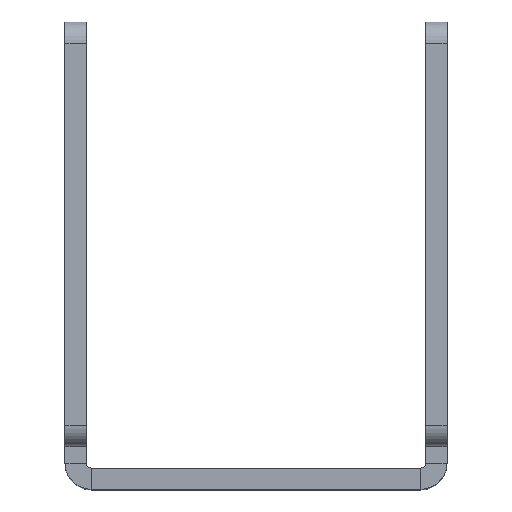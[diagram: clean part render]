
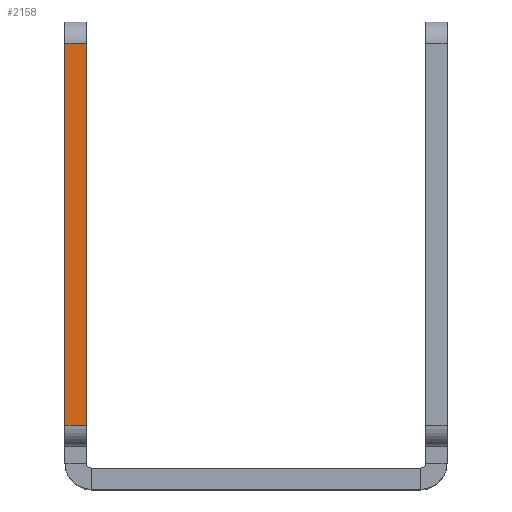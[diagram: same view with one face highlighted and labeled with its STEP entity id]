
A CAD part, top view. The second image highlights one B-rep face of the part: STEP entity #2158.
In plain terms, the highlighted planar face has unit normal (0, 0, 1).
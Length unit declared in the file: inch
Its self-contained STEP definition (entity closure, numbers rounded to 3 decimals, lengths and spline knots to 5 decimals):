
#300 = FACE_OUTER_BOUND ( 'NONE', #3569, .T. ) ;
#480 = EDGE_CURVE ( 'NONE', #3156, #566, #617, .T. ) ;
#534 = ORIENTED_EDGE ( 'NONE', *, *, #4618, .T. ) ;
#566 = VERTEX_POINT ( 'NONE', #2884 ) ;
#589 = CARTESIAN_POINT ( 'NONE',  ( -1.125, 2.5, 1. ) ) ;
#617 = LINE ( 'NONE', #3501, #2586 ) ;
#770 = EDGE_CURVE ( 'NONE', #4401, #2079, #3823, .T. ) ;
#879 = ORIENTED_EDGE ( 'NONE', *, *, #2370, .F. ) ;
#1170 = CARTESIAN_POINT ( 'NONE',  ( -1., 0.03927, 1. ) ) ;
#1353 = PLANE ( 'NONE',  #4506 ) ;
#1378 = LINE ( 'NONE', #3560, #3291 ) ;
#1650 = CARTESIAN_POINT ( 'NONE',  ( -1.125, 2.5, 1. ) ) ;
#1739 = CARTESIAN_POINT ( 'NONE',  ( -1.125, 0.03927, 1. ) ) ;
#2079 = VERTEX_POINT ( 'NONE', #1650 ) ;
#2158 = ADVANCED_FACE ( 'NONE', ( #300 ), #1353, .T. ) ;
#2361 = VECTOR ( 'NONE', #4032, 39.37008 ) ;
#2370 = EDGE_CURVE ( 'NONE', #4401, #566, #2971, .T. ) ;
#2497 = DIRECTION ( 'NONE',  ( 0., 0., 1. ) ) ;
#2512 = ORIENTED_EDGE ( 'NONE', *, *, #480, .T. ) ;
#2586 = VECTOR ( 'NONE', #4234, 39.37008 ) ;
#2858 = DIRECTION ( 'NONE',  ( 0., -1., 0. ) ) ;
#2884 = CARTESIAN_POINT ( 'NONE',  ( -1., 0.25, 1. ) ) ;
#2941 = CARTESIAN_POINT ( 'NONE',  ( -1., 2.5, 1. ) ) ;
#2971 = LINE ( 'NONE', #1170, #2361 ) ;
#3156 = VERTEX_POINT ( 'NONE', #3799 ) ;
#3291 = VECTOR ( 'NONE', #2858, 39.37008 ) ;
#3501 = CARTESIAN_POINT ( 'NONE',  ( -1., 0.25, 1. ) ) ;
#3557 = DIRECTION ( 'NONE',  ( 0., -1., 0. ) ) ;
#3560 = CARTESIAN_POINT ( 'NONE',  ( -1.125, 0.03927, 1. ) ) ;
#3569 = EDGE_LOOP ( 'NONE', ( #534, #2512, #879, #4547 ) ) ;
#3799 = CARTESIAN_POINT ( 'NONE',  ( -1.125, 0.25, 1. ) ) ;
#3823 = LINE ( 'NONE', #589, #4593 ) ;
#4032 = DIRECTION ( 'NONE',  ( 0., -1., 0. ) ) ;
#4234 = DIRECTION ( 'NONE',  ( 1., 0., 0. ) ) ;
#4401 = VERTEX_POINT ( 'NONE', #2941 ) ;
#4506 = AXIS2_PLACEMENT_3D ( 'NONE', #1739, #2497, #3557 ) ;
#4547 = ORIENTED_EDGE ( 'NONE', *, *, #770, .T. ) ;
#4593 = VECTOR ( 'NONE', #4605, 39.37008 ) ;
#4605 = DIRECTION ( 'NONE',  ( -1., 0., 0. ) ) ;
#4618 = EDGE_CURVE ( 'NONE', #2079, #3156, #1378, .T. ) ;
